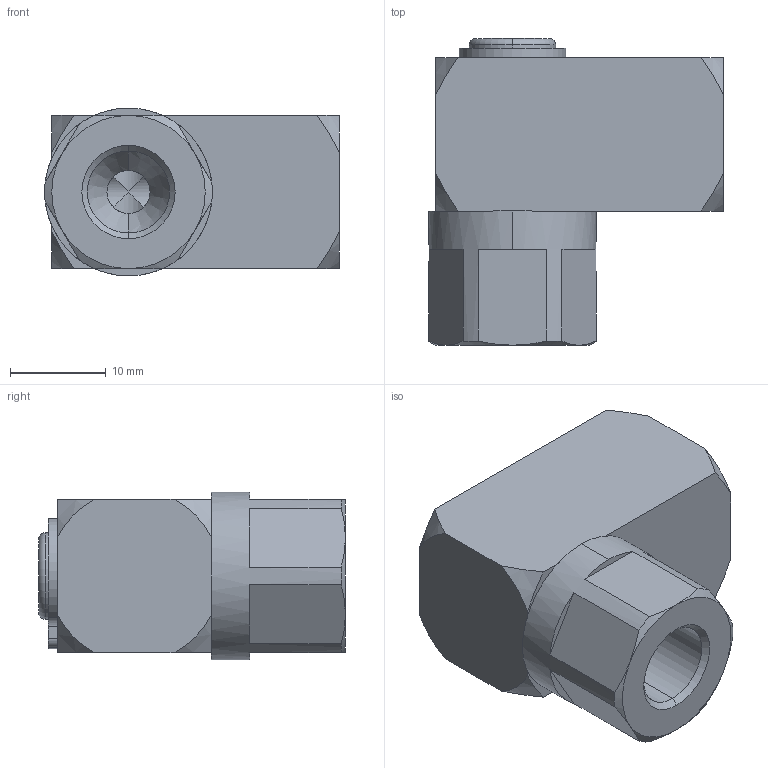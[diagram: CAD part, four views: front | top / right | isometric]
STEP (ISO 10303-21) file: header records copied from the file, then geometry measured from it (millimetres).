
FILE_DESCRIPTION(/* description */ ('VariCAD 2016-1.06 AP-214'),/* implementation_level */ '2;1');
FILE_NAME(/* name */ 'ddf_18-1.stp',/* time_stamp */ '2016-06-16T10:47:07+02:00',/* author */ (''),/* organization */ (''),/* preprocessor_version */ 'ST-DEVELOPER v14',/* originating_system */ 'VariCAD 2016-1.06; kernel version (20130303)',/* authorisation */ '');
FILE_SCHEMA (('AUTOMOTIVE_DESIGN'));
Length unit declared in the file: millimetre
Products named in the file (4): ddf_18-1; DDF 18-1<3>; DDF 18-1<2>; DDF 18-1<1>
Assembly tree (3 placements, depth 2):
  ddf_18-1
    DDF 18-1<3>
    DDF 18-1<2>
    DDF 18-1<1>
Bounding box: 30.75 x 32 x 17.5 mm (x, y, z)
Volume: 9170.4 mm3; surface area: 5425.4 mm2
Topology: 3 solids, 3 shells, 91 faces, 242 edges, 155 vertices
Faces by surface type: cylinder 37, plane 32, cone 20, torus 2
Entity records: 3275 total; most frequent: CARTESIAN_POINT 909, ORIENTED_EDGE 484, DIRECTION 472, EDGE_CURVE 242, AXIS2_PLACEMENT_3D 189, VERTEX_POINT 155, EDGE_LOOP 101, LINE 94
